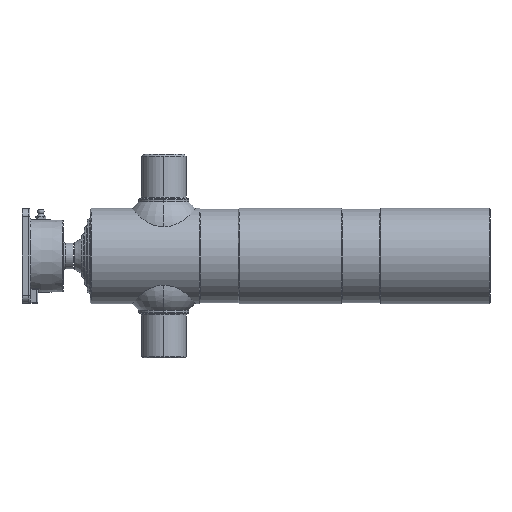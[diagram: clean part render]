
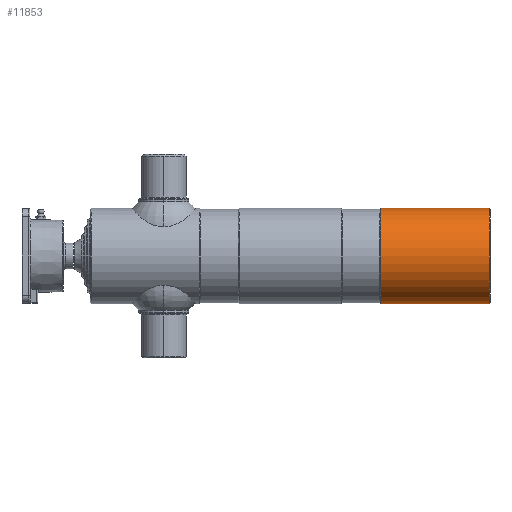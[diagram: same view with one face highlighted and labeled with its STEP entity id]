
A CAD part, left-side view. The second image highlights one B-rep face of the part: STEP entity #11853.
In plain terms, the highlighted cylindrical face has radius 48 mm (diameter 96 mm), a partial arc.
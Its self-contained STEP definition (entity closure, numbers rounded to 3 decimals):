
#244 = CARTESIAN_POINT ( 'NONE',  ( 0., 8.089, 0. ) ) ;
#398 = EDGE_CURVE ( 'NONE', #12575, #1107, #14021, .T. ) ;
#591 = CARTESIAN_POINT ( 'NONE',  ( 0., -39.431, -48. ) ) ;
#1107 = VERTEX_POINT ( 'NONE', #7119 ) ;
#1467 = DIRECTION ( 'NONE',  ( 0., 0., -1. ) ) ;
#1718 = EDGE_LOOP ( 'NONE', ( #14874, #6732, #2372, #5733 ) ) ;
#1726 = CARTESIAN_POINT ( 'NONE',  ( 0., -39.431, 48. ) ) ;
#1845 = CIRCLE ( 'NONE', #6209, 48. ) ;
#1901 = LINE ( 'NONE', #591, #11096 ) ;
#2097 = CARTESIAN_POINT ( 'NONE',  ( 0., 117.089, -48. ) ) ;
#2372 = ORIENTED_EDGE ( 'NONE', *, *, #9397, .T. ) ;
#3144 = EDGE_CURVE ( 'NONE', #12575, #5008, #1845, .T. ) ;
#5008 = VERTEX_POINT ( 'NONE', #2097 ) ;
#5151 = CARTESIAN_POINT ( 'NONE',  ( 0., 117.089, 0. ) ) ;
#5733 = ORIENTED_EDGE ( 'NONE', *, *, #13505, .F. ) ;
#6209 = AXIS2_PLACEMENT_3D ( 'NONE', #5151, #13519, #6359 ) ;
#6359 = DIRECTION ( 'NONE',  ( 0., 0., -1. ) ) ;
#6732 = ORIENTED_EDGE ( 'NONE', *, *, #3144, .T. ) ;
#7119 = CARTESIAN_POINT ( 'NONE',  ( 0., 8.089, 48. ) ) ;
#7215 = CARTESIAN_POINT ( 'NONE',  ( 0., -39.431, 0. ) ) ;
#7507 = CYLINDRICAL_SURFACE ( 'NONE', #11305, 48. ) ;
#8309 = DIRECTION ( 'NONE',  ( 0., -1., 0. ) ) ;
#8676 = DIRECTION ( 'NONE',  ( 0., -1., 0. ) ) ;
#9335 = CIRCLE ( 'NONE', #15392, 48. ) ;
#9397 = EDGE_CURVE ( 'NONE', #5008, #15113, #1901, .T. ) ;
#9974 = CARTESIAN_POINT ( 'NONE',  ( 0., 8.089, -48. ) ) ;
#10134 = DIRECTION ( 'NONE',  ( 0., -1., 0. ) ) ;
#10211 = DIRECTION ( 'NONE',  ( 0., -1., 0. ) ) ;
#10822 = VECTOR ( 'NONE', #10134, 1000. ) ;
#11096 = VECTOR ( 'NONE', #10211, 1000. ) ;
#11305 = AXIS2_PLACEMENT_3D ( 'NONE', #7215, #8309, #15597 ) ;
#11853 = ADVANCED_FACE ( 'NONE', ( #13855 ), #7507, .T. ) ;
#12575 = VERTEX_POINT ( 'NONE', #13604 ) ;
#13505 = EDGE_CURVE ( 'NONE', #1107, #15113, #9335, .T. ) ;
#13519 = DIRECTION ( 'NONE',  ( 0., -1., 0. ) ) ;
#13604 = CARTESIAN_POINT ( 'NONE',  ( 0., 117.089, 48. ) ) ;
#13855 = FACE_OUTER_BOUND ( 'NONE', #1718, .T. ) ;
#14021 = LINE ( 'NONE', #1726, #10822 ) ;
#14874 = ORIENTED_EDGE ( 'NONE', *, *, #398, .F. ) ;
#15113 = VERTEX_POINT ( 'NONE', #9974 ) ;
#15392 = AXIS2_PLACEMENT_3D ( 'NONE', #244, #8676, #1467 ) ;
#15597 = DIRECTION ( 'NONE',  ( 0., 0., -1. ) ) ;
